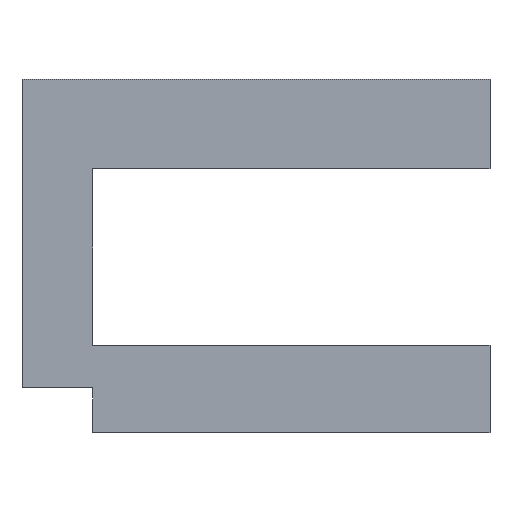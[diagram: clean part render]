
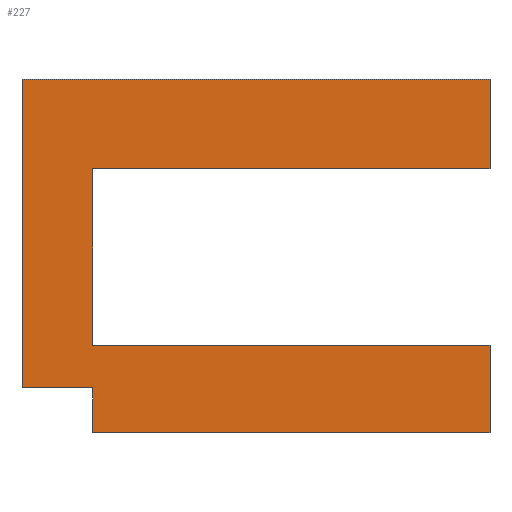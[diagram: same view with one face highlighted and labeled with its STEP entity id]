
A CAD part, left-side view. The second image highlights one B-rep face of the part: STEP entity #227.
In plain terms, the highlighted planar face has unit normal (-1, 0, 0).
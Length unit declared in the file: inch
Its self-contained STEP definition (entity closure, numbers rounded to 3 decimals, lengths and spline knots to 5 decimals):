
#21=FACE_OUTER_BOUND('',#33,.T.);
#33=EDGE_LOOP('',(#179,#180,#181,#182,#183,#184,#185,#186,#187,#188));
#50=LINE('',#341,#80);
#53=LINE('',#346,#83);
#55=LINE('',#350,#85);
#57=LINE('',#354,#87);
#59=LINE('',#358,#89);
#60=LINE('',#362,#90);
#61=LINE('',#364,#91);
#62=LINE('',#366,#92);
#63=LINE('',#367,#93);
#64=LINE('',#368,#94);
#80=VECTOR('',#276,0.3937);
#83=VECTOR('',#281,0.3937);
#85=VECTOR('',#285,0.3937);
#87=VECTOR('',#289,0.3937);
#89=VECTOR('',#293,0.3937);
#90=VECTOR('',#296,0.3937);
#91=VECTOR('',#297,0.3937);
#92=VECTOR('',#298,0.3937);
#93=VECTOR('',#299,0.3937);
#94=VECTOR('',#300,0.3937);
#109=VERTEX_POINT('',#338);
#110=VERTEX_POINT('',#340);
#111=VERTEX_POINT('',#344);
#112=VERTEX_POINT('',#348);
#113=VERTEX_POINT('',#352);
#114=VERTEX_POINT('',#356);
#115=VERTEX_POINT('',#360);
#116=VERTEX_POINT('',#361);
#117=VERTEX_POINT('',#363);
#118=VERTEX_POINT('',#365);
#130=EDGE_CURVE('',#109,#110,#50,.T.);
#133=EDGE_CURVE('',#111,#109,#53,.T.);
#135=EDGE_CURVE('',#112,#111,#55,.T.);
#137=EDGE_CURVE('',#113,#112,#57,.T.);
#139=EDGE_CURVE('',#114,#113,#59,.T.);
#140=EDGE_CURVE('',#115,#116,#60,.T.);
#141=EDGE_CURVE('',#117,#115,#61,.T.);
#142=EDGE_CURVE('',#118,#117,#62,.T.);
#143=EDGE_CURVE('',#110,#118,#63,.T.);
#144=EDGE_CURVE('',#116,#114,#64,.T.);
#179=ORIENTED_EDGE('',*,*,#140,.F.);
#180=ORIENTED_EDGE('',*,*,#141,.F.);
#181=ORIENTED_EDGE('',*,*,#142,.F.);
#182=ORIENTED_EDGE('',*,*,#143,.F.);
#183=ORIENTED_EDGE('',*,*,#130,.F.);
#184=ORIENTED_EDGE('',*,*,#133,.F.);
#185=ORIENTED_EDGE('',*,*,#135,.F.);
#186=ORIENTED_EDGE('',*,*,#137,.F.);
#187=ORIENTED_EDGE('',*,*,#139,.F.);
#188=ORIENTED_EDGE('',*,*,#144,.F.);
#215=PLANE('',#253);
#227=ADVANCED_FACE('',(#21),#215,.F.);
#253=AXIS2_PLACEMENT_3D('',#359,#294,#295);
#276=DIRECTION('',(0.,-1.,0.));
#281=DIRECTION('',(0.,0.,1.));
#285=DIRECTION('',(0.,1.,0.));
#289=DIRECTION('',(0.,0.,1.));
#293=DIRECTION('',(0.,1.,0.));
#294=DIRECTION('center_axis',(1.,0.,0.));
#295=DIRECTION('ref_axis',(0.,0.,-1.));
#296=DIRECTION('',(0.,-1.,0.));
#297=DIRECTION('',(0.,0.,-1.));
#298=DIRECTION('',(0.,1.,0.));
#299=DIRECTION('',(0.,0.,-1.));
#300=DIRECTION('',(0.,0.,-1.));
#338=CARTESIAN_POINT('',(0.8,8.1,-0.5));
#340=CARTESIAN_POINT('',(0.8,2.8,-0.5));
#341=CARTESIAN_POINT('',(0.8,7.8,-0.5));
#344=CARTESIAN_POINT('',(0.8,8.1,-3.99272));
#346=CARTESIAN_POINT('',(0.8,8.1,-3.11954));
#348=CARTESIAN_POINT('',(0.8,7.3,-3.99272));
#350=CARTESIAN_POINT('',(0.8,7.8,-3.99272));
#352=CARTESIAN_POINT('',(0.8,7.3,-4.5));
#354=CARTESIAN_POINT('',(0.8,7.3,-4.24636));
#356=CARTESIAN_POINT('',(0.8,2.8,-4.5));
#358=CARTESIAN_POINT('',(0.8,5.3,-4.5));
#359=CARTESIAN_POINT('Origin',(0.8,7.8,-3.99272));
#360=CARTESIAN_POINT('',(0.8,7.3,-3.5119));
#361=CARTESIAN_POINT('',(0.8,2.8,-3.5119));
#362=CARTESIAN_POINT('',(0.8,7.55,-3.5119));
#363=CARTESIAN_POINT('',(0.8,7.3,-1.51152));
#364=CARTESIAN_POINT('',(0.8,7.3,-2.75212));
#365=CARTESIAN_POINT('',(0.8,2.8,-1.51152));
#366=CARTESIAN_POINT('',(0.8,5.3,-1.51152));
#367=CARTESIAN_POINT('',(0.8,2.8,-2.24636));
#368=CARTESIAN_POINT('',(0.8,2.8,-2.24636));
